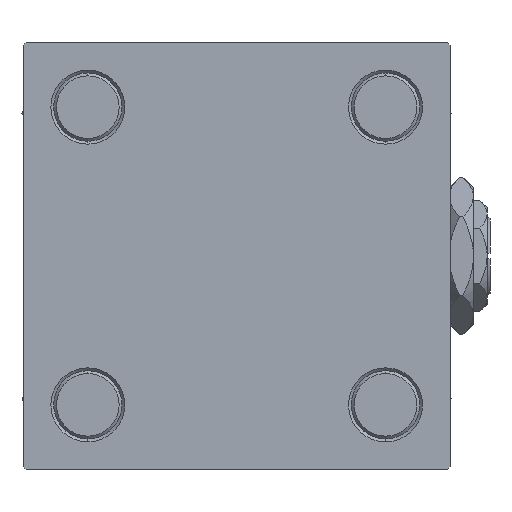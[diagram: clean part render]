
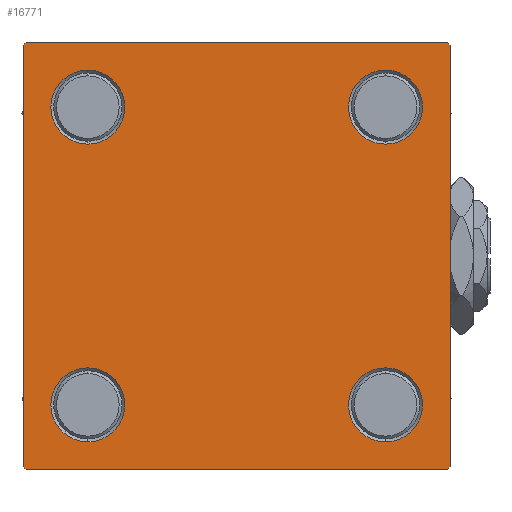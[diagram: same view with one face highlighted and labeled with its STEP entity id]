
A CAD part, left-side view. The second image highlights one B-rep face of the part: STEP entity #16771.
In plain terms, the highlighted planar face has unit normal (-1, 0, 0).
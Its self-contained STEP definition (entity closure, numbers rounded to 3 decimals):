
#474 = EDGE_LOOP ( 'NONE', ( #30522, #22723 ) ) ;
#888 = EDGE_CURVE ( 'NONE', #6379, #31117, #20719, .T. ) ;
#1055 = VECTOR ( 'NONE', #49745, 1000. ) ;
#1085 = EDGE_LOOP ( 'NONE', ( #3932, #23995 ) ) ;
#1109 = FACE_BOUND ( 'NONE', #474, .T. ) ;
#1274 = VECTOR ( 'NONE', #34605, 1000. ) ;
#1595 = AXIS2_PLACEMENT_3D ( 'NONE', #30750, #26566, #3252 ) ;
#1699 = ORIENTED_EDGE ( 'NONE', *, *, #4542, .T. ) ;
#1912 = VERTEX_POINT ( 'NONE', #1954 ) ;
#1954 = CARTESIAN_POINT ( 'NONE',  ( 0., 37., -37.5 ) ) ;
#2131 = AXIS2_PLACEMENT_3D ( 'NONE', #11170, #43375, #3311 ) ;
#3252 = DIRECTION ( 'NONE',  ( 0., 0., 1. ) ) ;
#3311 = DIRECTION ( 'NONE',  ( 0., 0., 1. ) ) ;
#3932 = ORIENTED_EDGE ( 'NONE', *, *, #50045, .T. ) ;
#4542 = EDGE_CURVE ( 'NONE', #17765, #12369, #29609, .T. ) ;
#4619 = CARTESIAN_POINT ( 'NONE',  ( 0., -26.15, 19.65 ) ) ;
#5562 = CARTESIAN_POINT ( 'NONE',  ( 0., 26.15, -26.15 ) ) ;
#5727 = VERTEX_POINT ( 'NONE', #42393 ) ;
#5766 = DIRECTION ( 'NONE',  ( 0., 0., 1. ) ) ;
#5997 = CARTESIAN_POINT ( 'NONE',  ( 0., 37.5, -37.5 ) ) ;
#6079 = DIRECTION ( 'NONE',  ( 0., -1., 0. ) ) ;
#6343 = CARTESIAN_POINT ( 'NONE',  ( 0., 26.15, 32.65 ) ) ;
#6379 = VERTEX_POINT ( 'NONE', #15994 ) ;
#6482 = EDGE_CURVE ( 'NONE', #1912, #17765, #9176, .T. ) ;
#6634 = CIRCLE ( 'NONE', #45945, 6.5 ) ;
#6651 = ORIENTED_EDGE ( 'NONE', *, *, #40638, .F. ) ;
#7578 = EDGE_CURVE ( 'NONE', #31117, #1912, #17132, .T. ) ;
#7657 = EDGE_LOOP ( 'NONE', ( #14077, #11460 ) ) ;
#8253 = CARTESIAN_POINT ( 'NONE',  ( 0., -26.15, -19.65 ) ) ;
#9176 = LINE ( 'NONE', #5997, #1055 ) ;
#9829 = ORIENTED_EDGE ( 'NONE', *, *, #888, .T. ) ;
#10201 = DIRECTION ( 'NONE',  ( 1., 0., 0. ) ) ;
#10259 = DIRECTION ( 'NONE',  ( 0., 0., 1. ) ) ;
#10263 = CARTESIAN_POINT ( 'NONE',  ( 0., 0., 0. ) ) ;
#10890 = CARTESIAN_POINT ( 'NONE',  ( 0., -37.5, -37. ) ) ;
#10891 = ORIENTED_EDGE ( 'NONE', *, *, #15971, .T. ) ;
#11004 = VERTEX_POINT ( 'NONE', #33993 ) ;
#11149 = ORIENTED_EDGE ( 'NONE', *, *, #37161, .T. ) ;
#11170 = CARTESIAN_POINT ( 'NONE',  ( 0., -26.15, 26.15 ) ) ;
#11236 = VECTOR ( 'NONE', #42325, 1000. ) ;
#11460 = ORIENTED_EDGE ( 'NONE', *, *, #41571, .T. ) ;
#11753 = DIRECTION ( 'NONE',  ( 0., 0.707, -0.707 ) ) ;
#12369 = VERTEX_POINT ( 'NONE', #10890 ) ;
#12488 = VERTEX_POINT ( 'NONE', #8253 ) ;
#12874 = CARTESIAN_POINT ( 'NONE',  ( 0., 37.5, 37.5 ) ) ;
#13039 = CIRCLE ( 'NONE', #44809, 6.5 ) ;
#13279 = EDGE_CURVE ( 'NONE', #38551, #23518, #13039, .T. ) ;
#13376 = CARTESIAN_POINT ( 'NONE',  ( 0., -37., -37.5 ) ) ;
#13656 = EDGE_LOOP ( 'NONE', ( #9829, #37584, #46457, #1699, #50184, #46836, #6651, #11149 ) ) ;
#14077 = ORIENTED_EDGE ( 'NONE', *, *, #47385, .T. ) ;
#15971 = EDGE_CURVE ( 'NONE', #50554, #5727, #44886, .T. ) ;
#15994 = CARTESIAN_POINT ( 'NONE',  ( 0., 37.5, 37. ) ) ;
#16210 = EDGE_CURVE ( 'NONE', #47124, #47877, #19698, .T. ) ;
#16771 = ADVANCED_FACE ( 'NONE', ( #1109, #17095, #33074, #42729, #34617 ), #27275, .T. ) ;
#16778 = CARTESIAN_POINT ( 'NONE',  ( 0., 26.15, -32.65 ) ) ;
#17092 = DIRECTION ( 'NONE',  ( 1., 0., 0. ) ) ;
#17095 = FACE_BOUND ( 'NONE', #7657, .T. ) ;
#17132 = LINE ( 'NONE', #49088, #37071 ) ;
#17627 = DIRECTION ( 'NONE',  ( 1., 0., 0. ) ) ;
#17695 = VECTOR ( 'NONE', #24912, 1000. ) ;
#17765 = VERTEX_POINT ( 'NONE', #13376 ) ;
#18013 = AXIS2_PLACEMENT_3D ( 'NONE', #10263, #22570, #30158 ) ;
#19319 = DIRECTION ( 'NONE',  ( 1., 0., 0. ) ) ;
#19362 = CARTESIAN_POINT ( 'NONE',  ( 0., 26.15, -26.15 ) ) ;
#19698 = CIRCLE ( 'NONE', #2131, 6.5 ) ;
#19887 = DIRECTION ( 'NONE',  ( 1., 0., 0. ) ) ;
#20353 = CARTESIAN_POINT ( 'NONE',  ( 0., -26.15, 26.15 ) ) ;
#20719 = LINE ( 'NONE', #12874, #17695 ) ;
#22298 = CARTESIAN_POINT ( 'NONE',  ( 0., -37.5, 37.5 ) ) ;
#22570 = DIRECTION ( 'NONE',  ( -1., 0., 0. ) ) ;
#22723 = ORIENTED_EDGE ( 'NONE', *, *, #37155, .T. ) ;
#23103 = DIRECTION ( 'NONE',  ( 0., 0., 1. ) ) ;
#23194 = CIRCLE ( 'NONE', #31561, 6.5 ) ;
#23518 = VERTEX_POINT ( 'NONE', #6343 ) ;
#23995 = ORIENTED_EDGE ( 'NONE', *, *, #13279, .T. ) ;
#24728 = DIRECTION ( 'NONE',  ( 0., -0.707, -0.707 ) ) ;
#24912 = DIRECTION ( 'NONE',  ( 0., 0., -1. ) ) ;
#25052 = AXIS2_PLACEMENT_3D ( 'NONE', #49001, #10201, #5766 ) ;
#25620 = ORIENTED_EDGE ( 'NONE', *, *, #46434, .T. ) ;
#25824 = CARTESIAN_POINT ( 'NONE',  ( 0., -37.25, 37.25 ) ) ;
#26566 = DIRECTION ( 'NONE',  ( 1., 0., 0. ) ) ;
#27275 = PLANE ( 'NONE',  #18013 ) ;
#27285 = DIRECTION ( 'NONE',  ( 1., 0., 0. ) ) ;
#27537 = CARTESIAN_POINT ( 'NONE',  ( 0., 26.15, 26.15 ) ) ;
#27635 = CARTESIAN_POINT ( 'NONE',  ( 0., -26.15, -32.65 ) ) ;
#27927 = VERTEX_POINT ( 'NONE', #27635 ) ;
#28099 = CARTESIAN_POINT ( 'NONE',  ( 0., -37.5, 37. ) ) ;
#29609 = LINE ( 'NONE', #49790, #34449 ) ;
#29685 = CARTESIAN_POINT ( 'NONE',  ( 0., 26.15, 19.65 ) ) ;
#30158 = DIRECTION ( 'NONE',  ( 0., 0., 1. ) ) ;
#30522 = ORIENTED_EDGE ( 'NONE', *, *, #16210, .T. ) ;
#30750 = CARTESIAN_POINT ( 'NONE',  ( 0., 26.15, 26.15 ) ) ;
#31014 = EDGE_CURVE ( 'NONE', #37808, #11004, #41795, .T. ) ;
#31117 = VERTEX_POINT ( 'NONE', #44385 ) ;
#31367 = CIRCLE ( 'NONE', #51498, 6.5 ) ;
#31519 = VECTOR ( 'NONE', #6079, 1000. ) ;
#31561 = AXIS2_PLACEMENT_3D ( 'NONE', #33863, #17627, #45149 ) ;
#31739 = CIRCLE ( 'NONE', #25052, 6.5 ) ;
#33074 = FACE_BOUND ( 'NONE', #46882, .T. ) ;
#33863 = CARTESIAN_POINT ( 'NONE',  ( 0., -26.15, -26.15 ) ) ;
#33993 = CARTESIAN_POINT ( 'NONE',  ( 0., -37., 37.5 ) ) ;
#34449 = VECTOR ( 'NONE', #45854, 1000. ) ;
#34605 = DIRECTION ( 'NONE',  ( 0., 0., -1. ) ) ;
#34617 = FACE_OUTER_BOUND ( 'NONE', #13656, .T. ) ;
#35310 = LINE ( 'NONE', #43430, #39780 ) ;
#35973 = CARTESIAN_POINT ( 'NONE',  ( 0., 37., 37.5 ) ) ;
#36756 = EDGE_CURVE ( 'NONE', #37808, #12369, #42463, .T. ) ;
#37071 = VECTOR ( 'NONE', #24728, 1000. ) ;
#37155 = EDGE_CURVE ( 'NONE', #47877, #47124, #31367, .T. ) ;
#37161 = EDGE_CURVE ( 'NONE', #50177, #6379, #35310, .T. ) ;
#37584 = ORIENTED_EDGE ( 'NONE', *, *, #7578, .T. ) ;
#37808 = VERTEX_POINT ( 'NONE', #28099 ) ;
#38551 = VERTEX_POINT ( 'NONE', #29685 ) ;
#39780 = VECTOR ( 'NONE', #11753, 1000. ) ;
#40058 = DIRECTION ( 'NONE',  ( 0., 0., 1. ) ) ;
#40638 = EDGE_CURVE ( 'NONE', #50177, #11004, #46407, .T. ) ;
#41571 = EDGE_CURVE ( 'NONE', #27927, #12488, #23194, .T. ) ;
#41795 = LINE ( 'NONE', #25824, #11236 ) ;
#42325 = DIRECTION ( 'NONE',  ( 0., 0.707, 0.707 ) ) ;
#42393 = CARTESIAN_POINT ( 'NONE',  ( 0., 26.15, -19.65 ) ) ;
#42463 = LINE ( 'NONE', #22298, #1274 ) ;
#42729 = FACE_BOUND ( 'NONE', #1085, .T. ) ;
#43375 = DIRECTION ( 'NONE',  ( 1., 0., 0. ) ) ;
#43405 = CIRCLE ( 'NONE', #1595, 6.5 ) ;
#43430 = CARTESIAN_POINT ( 'NONE',  ( 0., 37.25, 37.25 ) ) ;
#44342 = CARTESIAN_POINT ( 'NONE',  ( 0., -26.15, 32.65 ) ) ;
#44385 = CARTESIAN_POINT ( 'NONE',  ( 0., 37.5, -37. ) ) ;
#44809 = AXIS2_PLACEMENT_3D ( 'NONE', #27537, #27285, #23103 ) ;
#44886 = CIRCLE ( 'NONE', #51576, 6.5 ) ;
#45149 = DIRECTION ( 'NONE',  ( 0., 0., 1. ) ) ;
#45854 = DIRECTION ( 'NONE',  ( 0., -0.707, 0.707 ) ) ;
#45945 = AXIS2_PLACEMENT_3D ( 'NONE', #5562, #17092, #10259 ) ;
#46407 = LINE ( 'NONE', #49824, #31519 ) ;
#46434 = EDGE_CURVE ( 'NONE', #5727, #50554, #6634, .T. ) ;
#46457 = ORIENTED_EDGE ( 'NONE', *, *, #6482, .T. ) ;
#46836 = ORIENTED_EDGE ( 'NONE', *, *, #31014, .T. ) ;
#46882 = EDGE_LOOP ( 'NONE', ( #25620, #10891 ) ) ;
#47124 = VERTEX_POINT ( 'NONE', #44342 ) ;
#47359 = DIRECTION ( 'NONE',  ( 0., 0., 1. ) ) ;
#47385 = EDGE_CURVE ( 'NONE', #12488, #27927, #31739, .T. ) ;
#47877 = VERTEX_POINT ( 'NONE', #4619 ) ;
#49001 = CARTESIAN_POINT ( 'NONE',  ( 0., -26.15, -26.15 ) ) ;
#49088 = CARTESIAN_POINT ( 'NONE',  ( 0., 37.25, -37.25 ) ) ;
#49745 = DIRECTION ( 'NONE',  ( 0., -1., 0. ) ) ;
#49790 = CARTESIAN_POINT ( 'NONE',  ( 0., -37.25, -37.25 ) ) ;
#49824 = CARTESIAN_POINT ( 'NONE',  ( 0., 37.5, 37.5 ) ) ;
#50045 = EDGE_CURVE ( 'NONE', #23518, #38551, #43405, .T. ) ;
#50177 = VERTEX_POINT ( 'NONE', #35973 ) ;
#50184 = ORIENTED_EDGE ( 'NONE', *, *, #36756, .F. ) ;
#50554 = VERTEX_POINT ( 'NONE', #16778 ) ;
#51498 = AXIS2_PLACEMENT_3D ( 'NONE', #20353, #19319, #47359 ) ;
#51576 = AXIS2_PLACEMENT_3D ( 'NONE', #19362, #19887, #40058 ) ;
